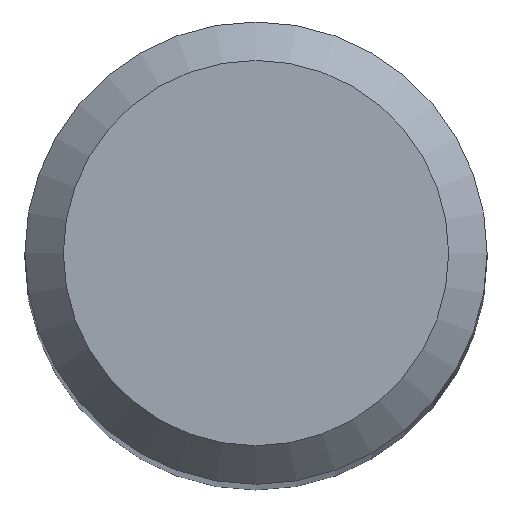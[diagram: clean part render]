
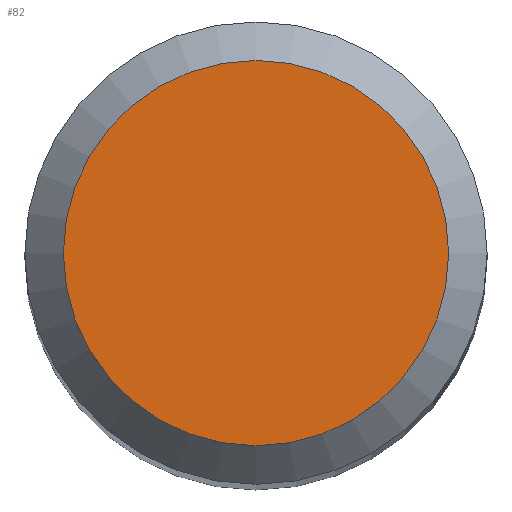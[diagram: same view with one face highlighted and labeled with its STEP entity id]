
A CAD part, top view. The second image highlights one B-rep face of the part: STEP entity #82.
In plain terms, the highlighted planar face has unit normal (0, 0, 1).
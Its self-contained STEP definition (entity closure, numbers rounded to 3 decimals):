
#14 = CIRCLE ( 'NONE', #228, 2.5 ) ;
#53 = ORIENTED_EDGE ( 'NONE', *, *, #73, .F. ) ;
#73 = EDGE_CURVE ( 'NONE', #141, #141, #14, .T. ) ;
#82 = ADVANCED_FACE ( 'NONE', ( #208 ), #171, .F. ) ;
#95 = AXIS2_PLACEMENT_3D ( 'NONE', #243, #119, #172 ) ;
#96 = DIRECTION ( 'NONE',  ( 0., 0., -1. ) ) ;
#119 = DIRECTION ( 'NONE',  ( 0., 0., -1. ) ) ;
#133 = CARTESIAN_POINT ( 'NONE',  ( 0., 0., 55. ) ) ;
#141 = VERTEX_POINT ( 'NONE', #199 ) ;
#171 = PLANE ( 'NONE',  #95 ) ;
#172 = DIRECTION ( 'NONE',  ( 0., 1., 0. ) ) ;
#196 = EDGE_LOOP ( 'NONE', ( #53 ) ) ;
#199 = CARTESIAN_POINT ( 'NONE',  ( 0., 2.5, 55. ) ) ;
#208 = FACE_OUTER_BOUND ( 'NONE', #196, .T. ) ;
#223 = DIRECTION ( 'NONE',  ( 0., 1., 0. ) ) ;
#228 = AXIS2_PLACEMENT_3D ( 'NONE', #133, #96, #223 ) ;
#243 = CARTESIAN_POINT ( 'NONE',  ( 0., 0., 55. ) ) ;
